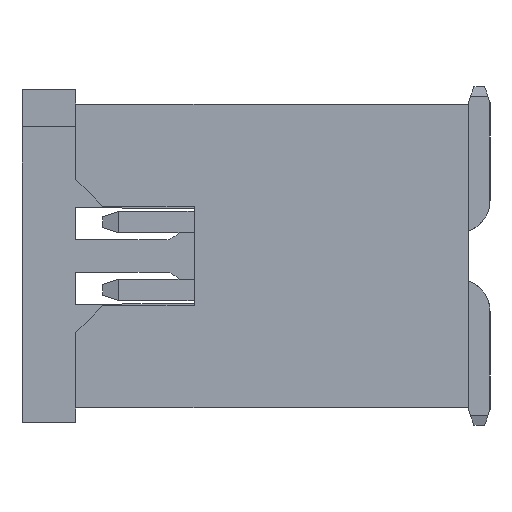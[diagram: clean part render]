
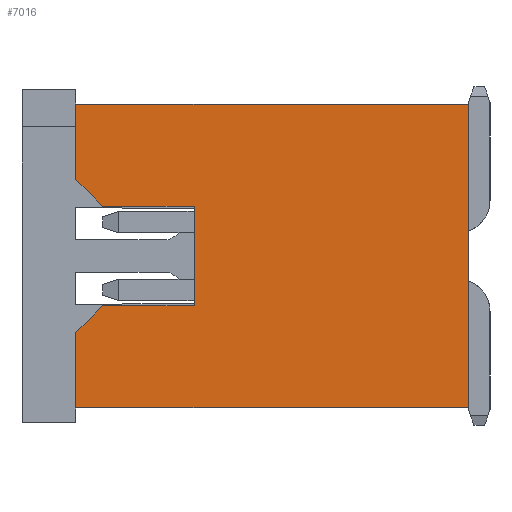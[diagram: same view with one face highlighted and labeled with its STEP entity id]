
A CAD part, left-side view. The second image highlights one B-rep face of the part: STEP entity #7016.
In plain terms, the highlighted planar face has unit normal (-1, 0, 0).
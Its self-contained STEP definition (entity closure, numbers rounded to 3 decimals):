
#4747=CARTESIAN_POINT('',(-7.95,-3.65,2.825));
#4748=VERTEX_POINT('',#4747);
#4755=CARTESIAN_POINT('',(-7.95,-3.65,-2.825));
#4756=VERTEX_POINT('',#4755);
#4757=CARTESIAN_POINT('',(-7.95,-3.65,2.825));
#4758=DIRECTION('',(0.,0.,-1.));
#4759=VECTOR('',#4758,5.65);
#4760=LINE('',#4757,#4759);
#4761=EDGE_CURVE('',#4748,#4756,#4760,.T.);
#4971=CARTESIAN_POINT('',(-7.95,3.65,-2.825));
#4972=VERTEX_POINT('',#4971);
#4973=CARTESIAN_POINT('',(-7.95,-3.65,-2.825));
#4974=DIRECTION('',(0.,1.,0.));
#4975=VECTOR('',#4974,7.3);
#4976=LINE('',#4973,#4975);
#4977=EDGE_CURVE('',#4756,#4972,#4976,.T.);
#5028=CARTESIAN_POINT('',(-7.95,3.65,2.825));
#5029=VERTEX_POINT('',#5028);
#5036=CARTESIAN_POINT('',(-7.95,3.65,2.825));
#5037=DIRECTION('',(0.,-1.,0.));
#5038=VECTOR('',#5037,7.3);
#5039=LINE('',#5036,#5038);
#5040=EDGE_CURVE('',#5029,#4748,#5039,.T.);
#6952=CARTESIAN_POINT('',(-7.95,0.,0.));
#6953=DIRECTION('',(0.,0.,1.));
#6954=DIRECTION('',(-1.,0.,0.));
#6955=AXIS2_PLACEMENT_3D('',#6952,#6954,#6953);
#6956=PLANE('',#6955);
#6957=ORIENTED_EDGE('',*,*,#4761,.F.);
#6958=ORIENTED_EDGE('',*,*,#5040,.F.);
#6959=CARTESIAN_POINT('',(-7.95,3.65,1.425));
#6960=VERTEX_POINT('',#6959);
#6961=CARTESIAN_POINT('',(-7.95,3.65,1.425));
#6962=DIRECTION('',(0.,0.,1.));
#6963=VECTOR('',#6962,1.4);
#6964=LINE('',#6961,#6963);
#6965=EDGE_CURVE('',#6960,#5029,#6964,.T.);
#6966=ORIENTED_EDGE('',*,*,#6965,.F.);
#6967=CARTESIAN_POINT('',(-7.95,3.15,0.925));
#6968=VERTEX_POINT('',#6967);
#6969=CARTESIAN_POINT('',(-7.95,3.65,1.425));
#6970=DIRECTION('',(0.,-0.707,-0.707));
#6971=VECTOR('',#6970,0.707);
#6972=LINE('',#6969,#6971);
#6973=EDGE_CURVE('',#6960,#6968,#6972,.T.);
#6974=ORIENTED_EDGE('',*,*,#6973,.T.);
#6975=CARTESIAN_POINT('',(-7.95,1.45,0.925));
#6976=VERTEX_POINT('',#6975);
#6977=CARTESIAN_POINT('',(-7.95,3.15,0.925));
#6978=DIRECTION('',(0.,-1.,0.));
#6979=VECTOR('',#6978,1.7);
#6980=LINE('',#6977,#6979);
#6981=EDGE_CURVE('',#6968,#6976,#6980,.T.);
#6982=ORIENTED_EDGE('',*,*,#6981,.T.);
#6983=CARTESIAN_POINT('',(-7.95,1.45,-0.925));
#6984=VERTEX_POINT('',#6983);
#6985=CARTESIAN_POINT('',(-7.95,1.45,0.925));
#6986=DIRECTION('',(0.,0.,-1.));
#6987=VECTOR('',#6986,1.85);
#6988=LINE('',#6985,#6987);
#6989=EDGE_CURVE('',#6976,#6984,#6988,.T.);
#6990=ORIENTED_EDGE('',*,*,#6989,.T.);
#6991=CARTESIAN_POINT('',(-7.95,3.15,-0.925));
#6992=VERTEX_POINT('',#6991);
#6993=CARTESIAN_POINT('',(-7.95,1.45,-0.925));
#6994=DIRECTION('',(0.,1.,0.));
#6995=VECTOR('',#6994,1.7);
#6996=LINE('',#6993,#6995);
#6997=EDGE_CURVE('',#6984,#6992,#6996,.T.);
#6998=ORIENTED_EDGE('',*,*,#6997,.T.);
#6999=CARTESIAN_POINT('',(-7.95,3.65,-1.425));
#7000=VERTEX_POINT('',#6999);
#7001=CARTESIAN_POINT('',(-7.95,3.15,-0.925));
#7002=DIRECTION('',(0.,0.707,-0.707));
#7003=VECTOR('',#7002,0.707);
#7004=LINE('',#7001,#7003);
#7005=EDGE_CURVE('',#6992,#7000,#7004,.T.);
#7006=ORIENTED_EDGE('',*,*,#7005,.T.);
#7007=CARTESIAN_POINT('',(-7.95,3.65,-2.825));
#7008=DIRECTION('',(0.,0.,1.));
#7009=VECTOR('',#7008,1.4);
#7010=LINE('',#7007,#7009);
#7011=EDGE_CURVE('',#4972,#7000,#7010,.T.);
#7012=ORIENTED_EDGE('',*,*,#7011,.F.);
#7013=ORIENTED_EDGE('',*,*,#4977,.F.);
#7014=EDGE_LOOP('',(#6957,#6958,#6966,#6974,#6982,#6990,#6998,#7006,#7012,#7013));
#7015=FACE_OUTER_BOUND('',#7014,.T.);
#7016=ADVANCED_FACE('',(#7015),#6956,.T.);
